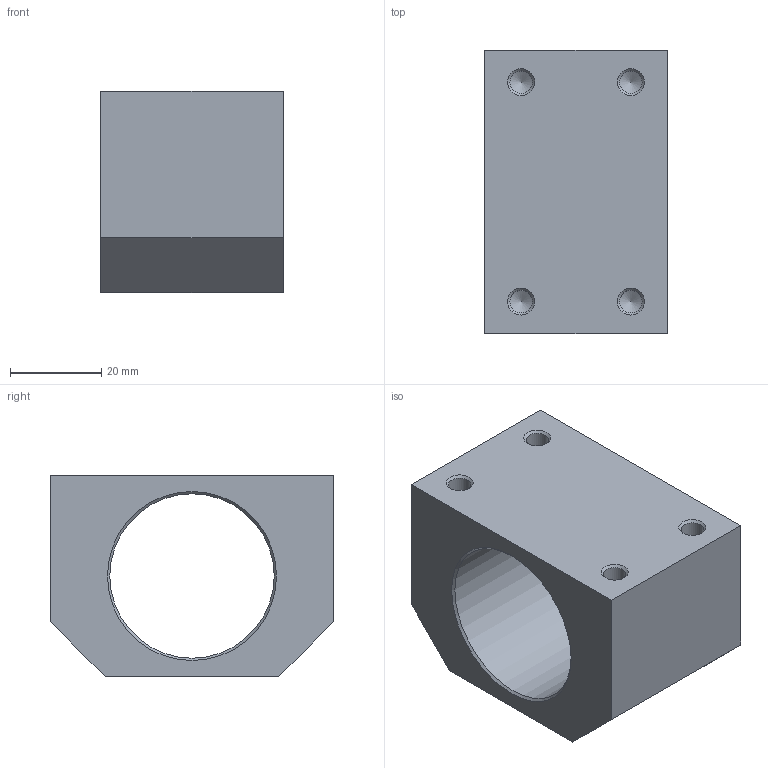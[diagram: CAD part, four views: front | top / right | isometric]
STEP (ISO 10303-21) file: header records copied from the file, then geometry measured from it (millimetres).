
FILE_DESCRIPTION(/* description */ (''),/* implementation_level */ '2;1');
FILE_NAME(/* name */ 'Spannblock20mm.stp',/* time_stamp */ '2015-05-14T20:32:26+02:00',/* author */ ('Dk'),/* organization */ (''),/* preprocessor_version */ 'ST-DEVELOPER v15.6',/* originating_system */ 'Autodesk Inventor 2015',/* authorisation */ '');
FILE_SCHEMA (('AUTOMOTIVE_DESIGN { 1 0 10303 214 3 1 1 }'));
Length unit declared in the file: millimetre
Products named in the file (1): Ball NUt Housing SFU2005
Bounding box: 40 x 62 x 44 mm (x, y, z)
Volume: 59654 mm3; surface area: 17814.9 mm2
Topology: 1 solids, 1 shells, 41 faces, 96 edges, 57 vertices
Faces by surface type: cone 22, cylinder 11, plane 8
Full cylindrical faces by diameter (mm): 4.917 x10, 36 x1
Entity records: 920 total; most frequent: DIRECTION 170, CARTESIAN_POINT 140, ORIENTED_EDGE 104, EDGE_LOOP 76, AXIS2_PLACEMENT_3D 76, EDGE_CURVE 52, VERTEX_POINT 46, FACE_OUTER_BOUND 41
